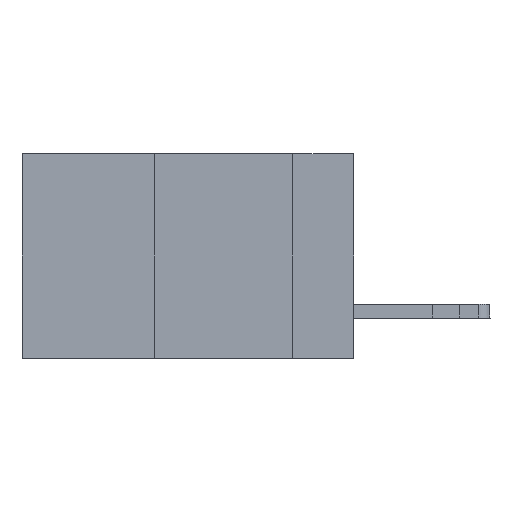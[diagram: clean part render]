
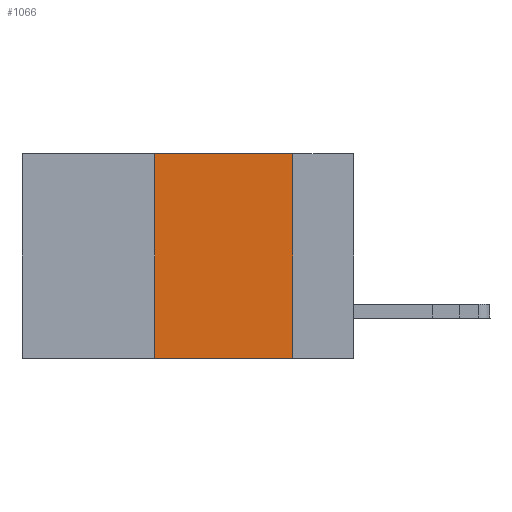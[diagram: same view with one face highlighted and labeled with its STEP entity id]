
A CAD part, left-side view. The second image highlights one B-rep face of the part: STEP entity #1066.
In plain terms, the highlighted planar face has unit normal (-1, 0, 0).
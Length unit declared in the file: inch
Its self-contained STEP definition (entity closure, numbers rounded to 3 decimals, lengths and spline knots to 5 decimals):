
#1066 = ADVANCED_FACE ( 'NONE', ( #24622 ), #15099, .F. ) ;
#1262 = CARTESIAN_POINT ( 'NONE',  ( 0., 0.11, -0.37 ) ) ;
#2584 = EDGE_CURVE ( 'NONE', #11132, #24280, #14929, .T. ) ;
#2914 = CARTESIAN_POINT ( 'NONE',  ( 0., 0.11, 0. ) ) ;
#4951 = DIRECTION ( 'NONE',  ( 0., -1., 0. ) ) ;
#5312 = CARTESIAN_POINT ( 'NONE',  ( 0., 0.6, 0. ) ) ;
#5817 = EDGE_CURVE ( 'NONE', #12140, #11132, #25033, .T. ) ;
#6700 = DIRECTION ( 'NONE',  ( 0., 0., 1. ) ) ;
#9075 = VECTOR ( 'NONE', #6700, 39.37008 ) ;
#9342 = EDGE_LOOP ( 'NONE', ( #14826, #14629, #22535, #15419 ) ) ;
#10236 = AXIS2_PLACEMENT_3D ( 'NONE', #5312, #11100, #10958 ) ;
#10545 = LINE ( 'NONE', #18803, #9075 ) ;
#10958 = DIRECTION ( 'NONE',  ( 0., 0., -1. ) ) ;
#11100 = DIRECTION ( 'NONE',  ( 1., 0., 0. ) ) ;
#11132 = VERTEX_POINT ( 'NONE', #14951 ) ;
#11359 = CARTESIAN_POINT ( 'NONE',  ( 0., 0.6, 0. ) ) ;
#12140 = VERTEX_POINT ( 'NONE', #12766 ) ;
#12766 = CARTESIAN_POINT ( 'NONE',  ( 0., 0.36, 0. ) ) ;
#13315 = CARTESIAN_POINT ( 'NONE',  ( 0., 0.6, -0.37 ) ) ;
#13864 = VECTOR ( 'NONE', #24827, 39.37008 ) ;
#14629 = ORIENTED_EDGE ( 'NONE', *, *, #5817, .F. ) ;
#14826 = ORIENTED_EDGE ( 'NONE', *, *, #2584, .F. ) ;
#14929 = LINE ( 'NONE', #2914, #13864 ) ;
#14951 = CARTESIAN_POINT ( 'NONE',  ( 0., 0.11, 0. ) ) ;
#15099 = PLANE ( 'NONE',  #10236 ) ;
#15379 = DIRECTION ( 'NONE',  ( 0., -1., 0. ) ) ;
#15409 = CARTESIAN_POINT ( 'NONE',  ( 0., 0.36, -0.37 ) ) ;
#15419 = ORIENTED_EDGE ( 'NONE', *, *, #16659, .T. ) ;
#16309 = VERTEX_POINT ( 'NONE', #15409 ) ;
#16659 = EDGE_CURVE ( 'NONE', #16309, #24280, #17194, .T. ) ;
#17194 = LINE ( 'NONE', #13315, #20501 ) ;
#18803 = CARTESIAN_POINT ( 'NONE',  ( 0., 0.36, 0. ) ) ;
#20501 = VECTOR ( 'NONE', #15379, 39.37008 ) ;
#21404 = VECTOR ( 'NONE', #4951, 39.37008 ) ;
#22535 = ORIENTED_EDGE ( 'NONE', *, *, #24241, .F. ) ;
#24241 = EDGE_CURVE ( 'NONE', #16309, #12140, #10545, .T. ) ;
#24280 = VERTEX_POINT ( 'NONE', #1262 ) ;
#24622 = FACE_OUTER_BOUND ( 'NONE', #9342, .T. ) ;
#24827 = DIRECTION ( 'NONE',  ( 0., 0., -1. ) ) ;
#25033 = LINE ( 'NONE', #11359, #21404 ) ;
